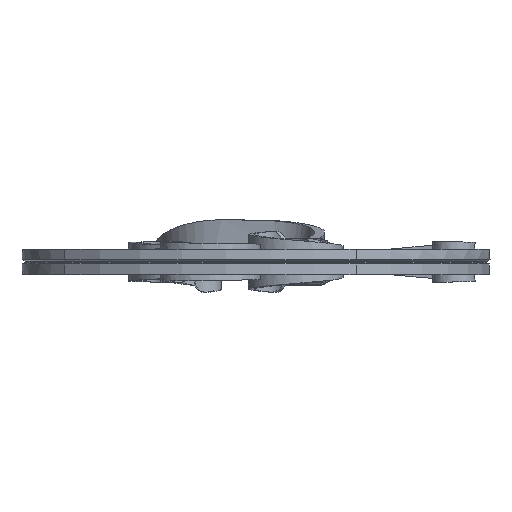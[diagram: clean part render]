
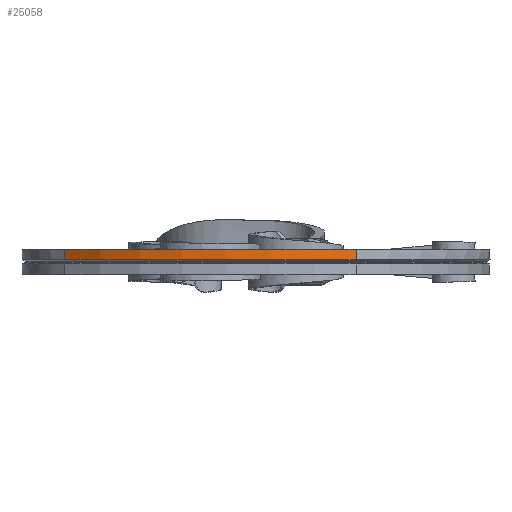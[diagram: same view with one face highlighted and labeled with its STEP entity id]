
A CAD part, front view. The second image highlights one B-rep face of the part: STEP entity #25058.
In plain terms, the highlighted cylindrical face has radius 123 mm (diameter 246 mm), a partial arc.
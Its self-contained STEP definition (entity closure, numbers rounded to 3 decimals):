
#1415 = EDGE_CURVE ( 'NONE', #15920, #23732, #27872, .T. ) ;
#2113 = CARTESIAN_POINT ( 'NONE',  ( -109.858, -417.738, 6. ) ) ;
#2218 = CARTESIAN_POINT ( 'NONE',  ( -26.817, -327., 1. ) ) ;
#3802 = CYLINDRICAL_SURFACE ( 'NONE', #9622, 123. ) ;
#4268 = CARTESIAN_POINT ( 'NONE',  ( -26.817, -327., 6. ) ) ;
#4632 = DIRECTION ( 'NONE',  ( -1., 0., 0. ) ) ;
#5001 = AXIS2_PLACEMENT_3D ( 'NONE', #12567, #18891, #25506 ) ;
#5628 = CIRCLE ( 'NONE', #5001, 123. ) ;
#6719 = ORIENTED_EDGE ( 'NONE', *, *, #16595, .F. ) ;
#6821 = EDGE_LOOP ( 'NONE', ( #6719, #17246, #26868, #18130 ) ) ;
#7365 = EDGE_CURVE ( 'NONE', #21517, #15920, #5628, .T. ) ;
#8338 = DIRECTION ( 'NONE',  ( 0., 0., -1. ) ) ;
#9449 = VERTEX_POINT ( 'NONE', #28235 ) ;
#9622 = AXIS2_PLACEMENT_3D ( 'NONE', #4268, #19640, #4632 ) ;
#10707 = CARTESIAN_POINT ( 'NONE',  ( 27.051, -437.577, 6. ) ) ;
#11377 = VECTOR ( 'NONE', #26041, 1000. ) ;
#12008 = CARTESIAN_POINT ( 'NONE',  ( 27.051, -437.577, 1. ) ) ;
#12567 = CARTESIAN_POINT ( 'NONE',  ( -26.817, -327., 6. ) ) ;
#13205 = CARTESIAN_POINT ( 'NONE',  ( -109.858, -417.738, 6. ) ) ;
#15920 = VERTEX_POINT ( 'NONE', #26908 ) ;
#16595 = EDGE_CURVE ( 'NONE', #23732, #9449, #19806, .T. ) ;
#17228 = LINE ( 'NONE', #2113, #25128 ) ;
#17246 = ORIENTED_EDGE ( 'NONE', *, *, #1415, .F. ) ;
#18130 = ORIENTED_EDGE ( 'NONE', *, *, #20955, .T. ) ;
#18891 = DIRECTION ( 'NONE',  ( 0., 0., 1. ) ) ;
#19640 = DIRECTION ( 'NONE',  ( 0., 0., -1. ) ) ;
#19806 = CIRCLE ( 'NONE', #20850, 123. ) ;
#20850 = AXIS2_PLACEMENT_3D ( 'NONE', #2218, #26206, #28436 ) ;
#20955 = EDGE_CURVE ( 'NONE', #21517, #9449, #17228, .T. ) ;
#21517 = VERTEX_POINT ( 'NONE', #13205 ) ;
#23732 = VERTEX_POINT ( 'NONE', #12008 ) ;
#25058 = ADVANCED_FACE ( 'NONE', ( #27850 ), #3802, .T. ) ;
#25128 = VECTOR ( 'NONE', #8338, 1000. ) ;
#25506 = DIRECTION ( 'NONE',  ( 1., 0., 0. ) ) ;
#26041 = DIRECTION ( 'NONE',  ( 0., 0., -1. ) ) ;
#26206 = DIRECTION ( 'NONE',  ( 0., 0., -1. ) ) ;
#26868 = ORIENTED_EDGE ( 'NONE', *, *, #7365, .F. ) ;
#26908 = CARTESIAN_POINT ( 'NONE',  ( 27.051, -437.577, 6. ) ) ;
#27850 = FACE_OUTER_BOUND ( 'NONE', #6821, .T. ) ;
#27872 = LINE ( 'NONE', #10707, #11377 ) ;
#28235 = CARTESIAN_POINT ( 'NONE',  ( -109.858, -417.738, 1. ) ) ;
#28436 = DIRECTION ( 'NONE',  ( 0.438, -0.899, 0. ) ) ;
